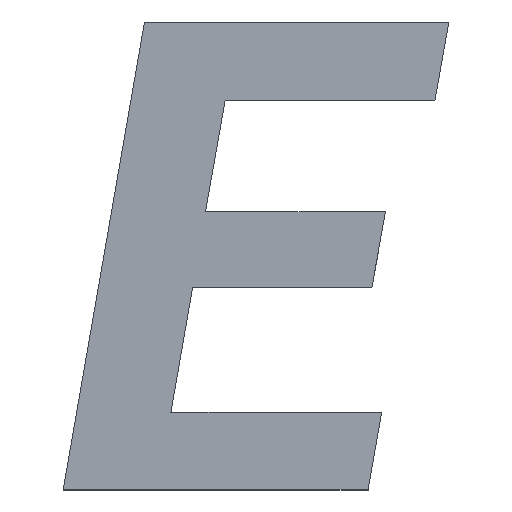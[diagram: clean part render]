
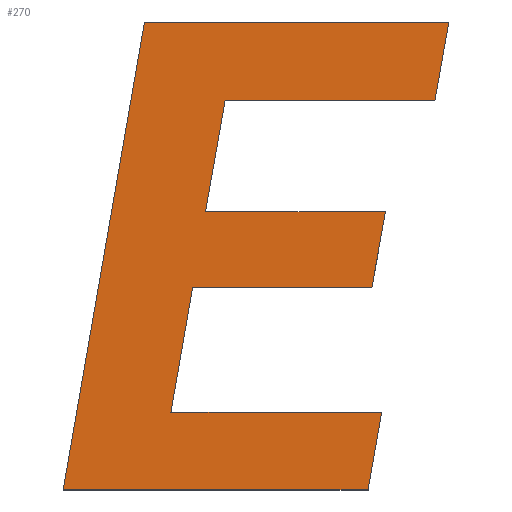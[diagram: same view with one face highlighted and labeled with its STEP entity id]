
A CAD part, top view. The second image highlights one B-rep face of the part: STEP entity #270.
In plain terms, the highlighted planar face has unit normal (0, 0, 1).
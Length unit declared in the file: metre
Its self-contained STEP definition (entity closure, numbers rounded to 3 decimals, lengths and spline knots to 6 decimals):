
#68=ORIENTED_EDGE('',*,*,#97,.F.);
#69=ORIENTED_EDGE('',*,*,#100,.F.);
#70=ORIENTED_EDGE('',*,*,#102,.F.);
#71=ORIENTED_EDGE('',*,*,#104,.F.);
#72=ORIENTED_EDGE('',*,*,#106,.F.);
#73=ORIENTED_EDGE('',*,*,#108,.F.);
#74=ORIENTED_EDGE('',*,*,#110,.F.);
#75=ORIENTED_EDGE('',*,*,#112,.F.);
#76=ORIENTED_EDGE('',*,*,#114,.F.);
#77=ORIENTED_EDGE('',*,*,#116,.F.);
#78=ORIENTED_EDGE('',*,*,#118,.F.);
#79=ORIENTED_EDGE('',*,*,#119,.F.);
#97=EDGE_CURVE('',#132,#133,#157,.T.);
#100=EDGE_CURVE('',#134,#132,#160,.T.);
#102=EDGE_CURVE('',#135,#134,#162,.T.);
#104=EDGE_CURVE('',#136,#135,#164,.T.);
#106=EDGE_CURVE('',#137,#136,#166,.T.);
#108=EDGE_CURVE('',#138,#137,#168,.T.);
#110=EDGE_CURVE('',#139,#138,#170,.T.);
#112=EDGE_CURVE('',#140,#139,#172,.T.);
#114=EDGE_CURVE('',#141,#140,#174,.T.);
#116=EDGE_CURVE('',#142,#141,#176,.T.);
#118=EDGE_CURVE('',#143,#142,#178,.T.);
#119=EDGE_CURVE('',#133,#143,#179,.T.);
#132=VERTEX_POINT('',#393);
#133=VERTEX_POINT('',#395);
#134=VERTEX_POINT('',#399);
#135=VERTEX_POINT('',#403);
#136=VERTEX_POINT('',#407);
#137=VERTEX_POINT('',#411);
#138=VERTEX_POINT('',#415);
#139=VERTEX_POINT('',#419);
#140=VERTEX_POINT('',#423);
#141=VERTEX_POINT('',#427);
#142=VERTEX_POINT('',#431);
#143=VERTEX_POINT('',#435);
#157=LINE('',#394,#193);
#160=LINE('',#400,#196);
#162=LINE('',#404,#198);
#164=LINE('',#408,#200);
#166=LINE('',#412,#202);
#168=LINE('',#416,#204);
#170=LINE('',#420,#206);
#172=LINE('',#424,#208);
#174=LINE('',#428,#210);
#176=LINE('',#432,#212);
#178=LINE('',#436,#214);
#179=LINE('',#438,#215);
#193=VECTOR('',#318,1.);
#196=VECTOR('',#323,1.);
#198=VECTOR('',#327,1.);
#200=VECTOR('',#331,1.);
#202=VECTOR('',#335,1.);
#204=VECTOR('',#339,1.);
#206=VECTOR('',#343,1.);
#208=VECTOR('',#347,1.);
#210=VECTOR('',#351,1.);
#212=VECTOR('',#355,1.);
#214=VECTOR('',#359,1.);
#215=VECTOR('',#362,1.);
#228=EDGE_LOOP('',(#68,#69,#70,#71,#72,#73,#74,#75,#76,#77,#78,#79));
#242=FACE_BOUND('',#228,.T.);
#256=PLANE('',#297);
#270=ADVANCED_FACE('',(#242),#256,.T.);
#297=AXIS2_PLACEMENT_3D('',#437,#360,#361);
#318=DIRECTION('',(-1.,0.,0.));
#323=DIRECTION('',(-0.176,-0.984,0.));
#327=DIRECTION('',(1.,0.,0.));
#331=DIRECTION('',(-0.173,-0.985,0.));
#335=DIRECTION('',(-1.,0.,0.));
#339=DIRECTION('',(-0.175,-0.985,0.));
#343=DIRECTION('',(1.,0.,0.));
#347=DIRECTION('',(0.171,0.985,0.));
#351=DIRECTION('',(-1.,0.,0.));
#355=DIRECTION('',(-0.173,-0.985,0.));
#359=DIRECTION('',(1.,0.,0.));
#360=DIRECTION('',(0.,0.,1.));
#361=DIRECTION('',(1.,0.,0.));
#362=DIRECTION('',(-0.171,-0.985,0.));
#393=CARTESIAN_POINT('',(0.162958,-0.064094,0.0012));
#394=CARTESIAN_POINT('',(0.161862,-0.064094,0.0012));
#395=CARTESIAN_POINT('',(0.160766,-0.064094,0.0012));
#399=CARTESIAN_POINT('',(0.163122,-0.063172,0.0012));
#400=CARTESIAN_POINT('',(0.16304,-0.063633,0.0012));
#403=CARTESIAN_POINT('',(0.160923,-0.063172,0.0012));
#404=CARTESIAN_POINT('',(0.162023,-0.063172,0.0012));
#407=CARTESIAN_POINT('',(0.161163,-0.061809,0.0012));
#408=CARTESIAN_POINT('',(0.161043,-0.06249,0.0012));
#411=CARTESIAN_POINT('',(0.163727,-0.061809,0.0012));
#412=CARTESIAN_POINT('',(0.162445,-0.061809,0.0012));
#415=CARTESIAN_POINT('',(0.163896,-0.060855,0.0012));
#416=CARTESIAN_POINT('',(0.163811,-0.061332,0.0012));
#419=CARTESIAN_POINT('',(0.160177,-0.060855,0.0012));
#420=CARTESIAN_POINT('',(0.162036,-0.060855,0.0012));
#423=CARTESIAN_POINT('',(0.159184,-0.066573,0.0012));
#424=CARTESIAN_POINT('',(0.15968,-0.063714,0.0012));
#427=CARTESIAN_POINT('',(0.16291,-0.066573,0.0012));
#428=CARTESIAN_POINT('',(0.161047,-0.066573,0.0012));
#431=CARTESIAN_POINT('',(0.163076,-0.065626,0.0012));
#432=CARTESIAN_POINT('',(0.162993,-0.066099,0.0012));
#435=CARTESIAN_POINT('',(0.1605,-0.065626,0.0012));
#436=CARTESIAN_POINT('',(0.161788,-0.065626,0.0012));
#437=CARTESIAN_POINT('',(0.07858,-0.042385,0.0012));
#438=CARTESIAN_POINT('',(0.160633,-0.06486,0.0012));
